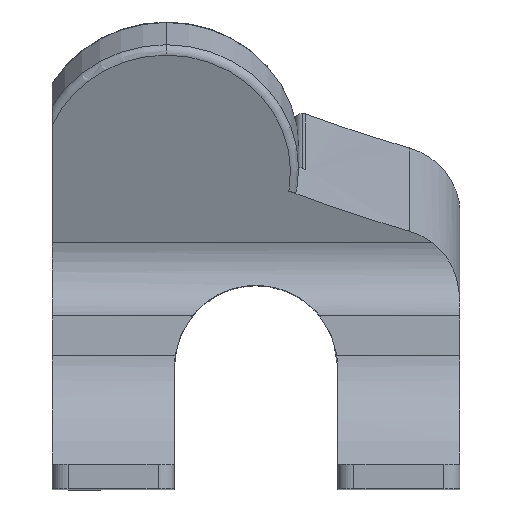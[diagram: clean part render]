
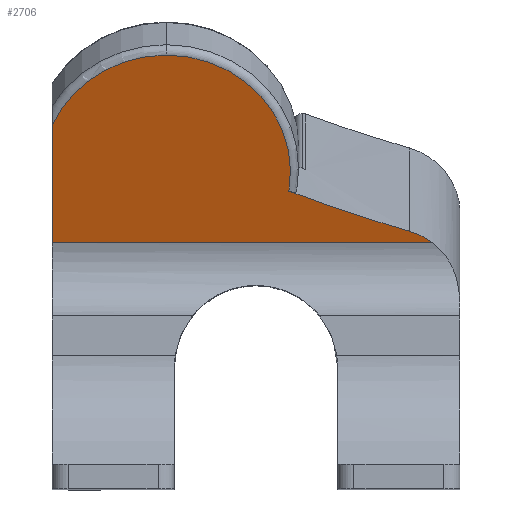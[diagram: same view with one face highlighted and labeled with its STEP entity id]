
A CAD part, top view. The second image highlights one B-rep face of the part: STEP entity #2706.
In plain terms, the highlighted planar face has unit normal (0, -0.342, 0.94).
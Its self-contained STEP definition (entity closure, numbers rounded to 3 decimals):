
#13 = VERTEX_POINT ( 'NONE', #3262 ) ;
#92 = ORIENTED_EDGE ( 'NONE', *, *, #1717, .F. ) ;
#114 = EDGE_CURVE ( 'NONE', #353, #399, #3289, .T. ) ;
#272 = DIRECTION ( 'NONE',  ( 0., 0.342, -0.94 ) ) ;
#292 = ORIENTED_EDGE ( 'NONE', *, *, #404, .F. ) ;
#296 = LINE ( 'NONE', #1024, #3196 ) ;
#335 = ORIENTED_EDGE ( 'NONE', *, *, #2314, .T. ) ;
#353 = VERTEX_POINT ( 'NONE', #1189 ) ;
#399 = VERTEX_POINT ( 'NONE', #957 ) ;
#404 = EDGE_CURVE ( 'NONE', #2536, #2088, #1875, .T. ) ;
#728 = DIRECTION ( 'NONE',  ( 0., 0.342, -0.94 ) ) ;
#748 = PLANE ( 'NONE',  #937 ) ;
#937 = AXIS2_PLACEMENT_3D ( 'NONE', #951, #728, #1769 ) ;
#951 = CARTESIAN_POINT ( 'NONE',  ( 110., 202.304, 89.754 ) ) ;
#957 = CARTESIAN_POINT ( 'NONE',  ( 39.025, 36.561, 29.429 ) ) ;
#1008 = CARTESIAN_POINT ( 'NONE',  ( 10., 44.526, 32.328 ) ) ;
#1024 = CARTESIAN_POINT ( 'NONE',  ( 10., 50.354, 34.449 ) ) ;
#1045 = CARTESIAN_POINT ( 'NONE',  ( 24., 38.895, 30.278 ) ) ;
#1048 = EDGE_CURVE ( 'NONE', #2992, #13, #296, .T. ) ;
#1080 = AXIS2_PLACEMENT_3D ( 'NONE', #3264, #2713, #1237 ) ;
#1168 = EDGE_LOOP ( 'NONE', ( #2028, #92, #292, #335, #2774, #1503 ) ) ;
#1189 = CARTESIAN_POINT ( 'NONE',  ( 24., 53.205, 35.487 ) ) ;
#1237 = DIRECTION ( 'NONE',  ( 0., 0.94, 0.342 ) ) ;
#1295 = LINE ( 'NONE', #2323, #2189 ) ;
#1350 = AXIS2_PLACEMENT_3D ( 'NONE', #2569, #272, #1592 ) ;
#1445 = CARTESIAN_POINT ( 'NONE',  ( 110., 202.304, 89.754 ) ) ;
#1464 = CARTESIAN_POINT ( 'NONE',  ( 56.648, 30.223, 27.122 ) ) ;
#1493 = AXIS2_PLACEMENT_3D ( 'NONE', #1445, #3176, #2432 ) ;
#1503 = ORIENTED_EDGE ( 'NONE', *, *, #3005, .F. ) ;
#1592 = DIRECTION ( 'NONE',  ( 0., 0.94, 0.342 ) ) ;
#1717 = EDGE_CURVE ( 'NONE', #2088, #13, #1295, .T. ) ;
#1769 = DIRECTION ( 'NONE',  ( 0., 0.94, 0.342 ) ) ;
#1875 = CIRCLE ( 'NONE', #1080, 8.8 ) ;
#2028 = ORIENTED_EDGE ( 'NONE', *, *, #1048, .T. ) ;
#2088 = VERTEX_POINT ( 'NONE', #1464 ) ;
#2189 = VECTOR ( 'NONE', #2804, 1000. ) ;
#2249 = AXIS2_PLACEMENT_3D ( 'NONE', #1045, #2816, #3046 ) ;
#2314 = EDGE_CURVE ( 'NONE', #2536, #399, #2838, .T. ) ;
#2323 = CARTESIAN_POINT ( 'NONE',  ( 10., 30.223, 27.122 ) ) ;
#2432 = DIRECTION ( 'NONE',  ( 0., 0.94, 0.342 ) ) ;
#2536 = VERTEX_POINT ( 'NONE', #2904 ) ;
#2569 = CARTESIAN_POINT ( 'NONE',  ( 24., 38.895, 30.278 ) ) ;
#2581 = DIRECTION ( 'NONE',  ( 0., -0.94, -0.342 ) ) ;
#2706 = ADVANCED_FACE ( 'NONE', ( #3291 ), #748, .F. ) ;
#2713 = DIRECTION ( 'NONE',  ( 0., 0.342, -0.94 ) ) ;
#2774 = ORIENTED_EDGE ( 'NONE', *, *, #114, .F. ) ;
#2804 = DIRECTION ( 'NONE',  ( -1., 0., 0. ) ) ;
#2816 = DIRECTION ( 'NONE',  ( 0., 0.342, -0.94 ) ) ;
#2838 = CIRCLE ( 'NONE', #1493, 190.125 ) ;
#2904 = CARTESIAN_POINT ( 'NONE',  ( 53.801, 31.629, 27.634 ) ) ;
#2992 = VERTEX_POINT ( 'NONE', #1008 ) ;
#3005 = EDGE_CURVE ( 'NONE', #2992, #353, #3279, .T. ) ;
#3046 = DIRECTION ( 'NONE',  ( 0., 0.94, 0.342 ) ) ;
#3176 = DIRECTION ( 'NONE',  ( 0., 0.342, -0.94 ) ) ;
#3196 = VECTOR ( 'NONE', #2581, 1000. ) ;
#3262 = CARTESIAN_POINT ( 'NONE',  ( 10., 30.223, 27.122 ) ) ;
#3264 = CARTESIAN_POINT ( 'NONE',  ( 51.2, 23.729, 24.758 ) ) ;
#3279 = CIRCLE ( 'NONE', #2249, 15.228 ) ;
#3289 = CIRCLE ( 'NONE', #1350, 15.228 ) ;
#3291 = FACE_OUTER_BOUND ( 'NONE', #1168, .T. ) ;
